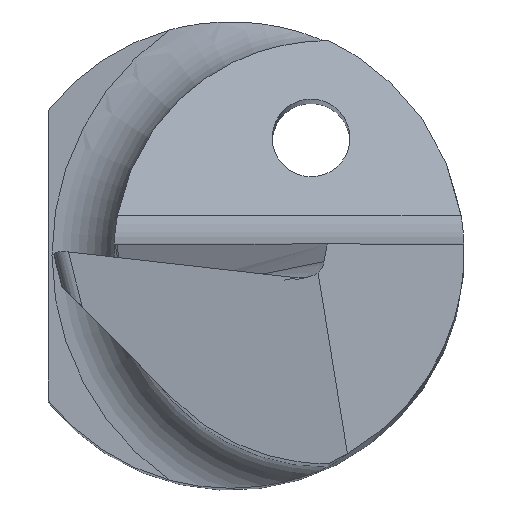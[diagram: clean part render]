
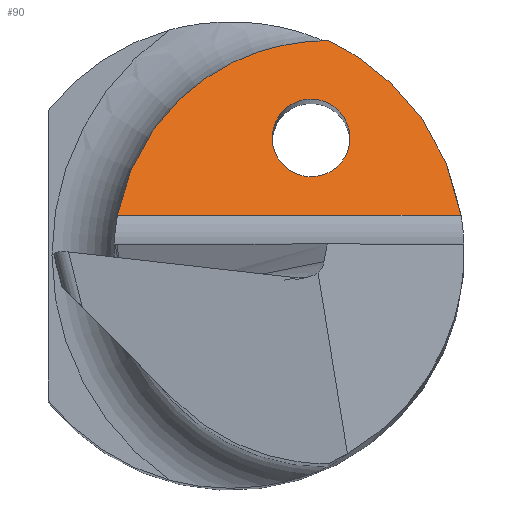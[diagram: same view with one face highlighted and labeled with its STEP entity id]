
A CAD part, top view. The second image highlights one B-rep face of the part: STEP entity #90.
In plain terms, the highlighted planar face has unit normal (0, 0.766, 0.643).
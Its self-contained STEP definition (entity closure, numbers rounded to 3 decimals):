
#14 = CARTESIAN_POINT ( 'NONE',  ( 1.255, 2.725, 32. ) ) ;
#15 = DIRECTION ( 'NONE',  ( 0., -0.766, -0.643 ) ) ;
#72 = VERTEX_POINT ( 'NONE', #155 ) ;
#90 = ADVANCED_FACE ( 'NONE', ( #414, #615 ), #812, .F. ) ;
#106 =( BOUNDED_CURVE ( )  B_SPLINE_CURVE ( 3, ( #642, #307, #521, #423, #532, #733, #334 ),
 .UNSPECIFIED., .T., .T. ) 
 B_SPLINE_CURVE_WITH_KNOTS ( ( 4, 3, 4 ),
 ( 0., 3.142, 6.283 ),
 .UNSPECIFIED. ) 
 CURVE ( )  GEOMETRIC_REPRESENTATION_ITEM ( )  RATIONAL_B_SPLINE_CURVE ( ( 1., 0.333, 0.333, 1., 0.333, 0.333, 1. ) ) 
 REPRESENTATION_ITEM ( '' )  );
#140 = EDGE_CURVE ( 'NONE', #72, #451, #268, .T. ) ;
#150 = ORIENTED_EDGE ( 'NONE', *, *, #263, .T. ) ;
#155 = CARTESIAN_POINT ( 'NONE',  ( -1.458, 0.474, 34.682 ) ) ;
#192 = CARTESIAN_POINT ( 'NONE',  ( 1.255, 2.725, 32. ) ) ;
#195 = VERTEX_POINT ( 'NONE', #391 ) ;
#215 = CARTESIAN_POINT ( 'NONE',  ( 2.962, 0.474, 34.682 ) ) ;
#228 = EDGE_LOOP ( 'NONE', ( #421 ) ) ;
#263 = EDGE_CURVE ( 'NONE', #696, #451, #472, .T. ) ;
#268 =( BOUNDED_CURVE ( )  B_SPLINE_CURVE ( 3, ( #522, #652, #518, #192 ),
 .UNSPECIFIED., .F., .T. ) 
 B_SPLINE_CURVE_WITH_KNOTS ( ( 4, 4 ),
 ( 4.887, 6.294 ),
 .UNSPECIFIED. ) 
 CURVE ( )  GEOMETRIC_REPRESENTATION_ITEM ( )  RATIONAL_B_SPLINE_CURVE ( ( 1., 0.842, 0.842, 1. ) ) 
 REPRESENTATION_ITEM ( '' )  );
#307 = CARTESIAN_POINT ( 'NONE',  ( 2.032, 1.974, 32.894 ) ) ;
#334 = CARTESIAN_POINT ( 'NONE',  ( 1.032, 1.974, 32.894 ) ) ;
#338 = DIRECTION ( 'NONE',  ( 0., 0.643, -0.766 ) ) ;
#359 = ORIENTED_EDGE ( 'NONE', *, *, #140, .F. ) ;
#391 = CARTESIAN_POINT ( 'NONE',  ( 1.032, 1.974, 32.894 ) ) ;
#401 = EDGE_CURVE ( 'NONE', #696, #72, #490, .T. ) ;
#414 = FACE_BOUND ( 'NONE', #228, .T. ) ;
#421 = ORIENTED_EDGE ( 'NONE', *, *, #805, .T. ) ;
#423 = CARTESIAN_POINT ( 'NONE',  ( 1.032, 0.974, 34.086 ) ) ;
#451 = VERTEX_POINT ( 'NONE', #769 ) ;
#472 =( BOUNDED_CURVE ( )  B_SPLINE_CURVE ( 3, ( #215, #630, #560, #14 ),
 .UNSPECIFIED., .F., .T. ) 
 B_SPLINE_CURVE_WITH_KNOTS ( ( 4, 4 ),
 ( 4.871, 5.852 ),
 .UNSPECIFIED. ) 
 CURVE ( )  GEOMETRIC_REPRESENTATION_ITEM ( )  RATIONAL_B_SPLINE_CURVE ( ( 1., 0.921, 0.921, 1. ) ) 
 REPRESENTATION_ITEM ( '' )  );
#486 = CARTESIAN_POINT ( 'NONE',  ( 3., 0.474, 34.682 ) ) ;
#490 = LINE ( 'NONE', #576, #804 ) ;
#514 = CARTESIAN_POINT ( 'NONE',  ( 2.962, 0.474, 34.682 ) ) ;
#518 = CARTESIAN_POINT ( 'NONE',  ( -0.141, 2.74, 31.982 ) ) ;
#521 = CARTESIAN_POINT ( 'NONE',  ( 2.032, 0.974, 34.086 ) ) ;
#522 = CARTESIAN_POINT ( 'NONE',  ( -1.458, 0.474, 34.682 ) ) ;
#532 = CARTESIAN_POINT ( 'NONE',  ( 0.032, 0.974, 34.086 ) ) ;
#560 = CARTESIAN_POINT ( 'NONE',  ( 2.183, 2.297, 32.51 ) ) ;
#576 = CARTESIAN_POINT ( 'NONE',  ( 3., 0.474, 34.682 ) ) ;
#579 = AXIS2_PLACEMENT_3D ( 'NONE', #486, #15, #338 ) ;
#589 = EDGE_LOOP ( 'NONE', ( #633, #150, #359 ) ) ;
#615 = FACE_OUTER_BOUND ( 'NONE', #589, .T. ) ;
#630 = CARTESIAN_POINT ( 'NONE',  ( 2.801, 1.483, 33.48 ) ) ;
#633 = ORIENTED_EDGE ( 'NONE', *, *, #401, .F. ) ;
#642 = CARTESIAN_POINT ( 'NONE',  ( 1.032, 1.974, 32.894 ) ) ;
#652 = CARTESIAN_POINT ( 'NONE',  ( -1.215, 1.849, 33.044 ) ) ;
#696 = VERTEX_POINT ( 'NONE', #514 ) ;
#733 = CARTESIAN_POINT ( 'NONE',  ( 0.032, 1.974, 32.894 ) ) ;
#769 = CARTESIAN_POINT ( 'NONE',  ( 1.255, 2.725, 32. ) ) ;
#804 = VECTOR ( 'NONE', #833, 1000. ) ;
#805 = EDGE_CURVE ( 'NONE', #195, #195, #106, .T. ) ;
#812 = PLANE ( 'NONE',  #579 ) ;
#833 = DIRECTION ( 'NONE',  ( -1., 0., 0. ) ) ;
